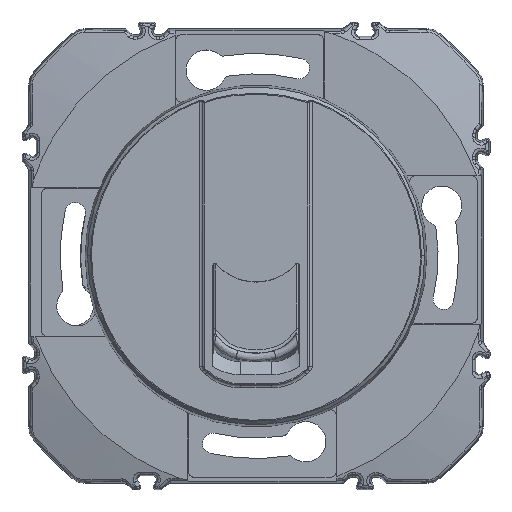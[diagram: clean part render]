
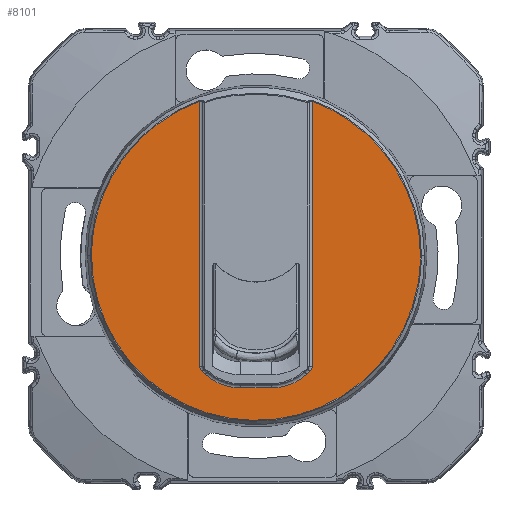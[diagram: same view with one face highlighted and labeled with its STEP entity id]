
A CAD part, top view. The second image highlights one B-rep face of the part: STEP entity #8101.
In plain terms, the highlighted planar face has unit normal (0, 0, 1).
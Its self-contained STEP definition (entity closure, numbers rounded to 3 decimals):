
#7992=AXIS2_PLACEMENT_3D('Plane Axis2P3D',#7989,#7990,#7991) ;
#8035=AXIS2_PLACEMENT_3D('Circle Axis2P3D',#8033,#8034,$) ;
#8049=AXIS2_PLACEMENT_3D('Circle Axis2P3D',#8047,#8048,$) ;
#8063=AXIS2_PLACEMENT_3D('Circle Axis2P3D',#8061,#8062,$) ;
#8077=AXIS2_PLACEMENT_3D('Circle Axis2P3D',#8075,#8076,$) ;
#7596=CARTESIAN_POINT('Vertex',(-8.75,24.113,-78.089)) ;
#7604=CARTESIAN_POINT('Vertex',(-25.652,0.,-78.089)) ;
#7608=CARTESIAN_POINT('Control Point',(-8.75,24.113,-78.089)) ;
#7609=CARTESIAN_POINT('Control Point',(-10.513,23.473,-78.089)) ;
#7610=CARTESIAN_POINT('Control Point',(-12.217,22.673,-78.089)) ;
#7611=CARTESIAN_POINT('Control Point',(-13.843,21.718,-78.089)) ;
#7612=CARTESIAN_POINT('Control Point',(-18.959,18.047,-78.089)) ;
#7613=CARTESIAN_POINT('Control Point',(-22.819,12.928,-78.089)) ;
#7614=CARTESIAN_POINT('Control Point',(-24.705,8.806,-78.089)) ;
#7615=CARTESIAN_POINT('Control Point',(-25.65,4.406,-78.089)) ;
#7616=CARTESIAN_POINT('Control Point',(-25.652,0.006,-78.089)) ;
#7617=CARTESIAN_POINT('Control Point',(-25.652,0.004,-78.089)) ;
#7618=CARTESIAN_POINT('Control Point',(-25.652,0.002,-78.089)) ;
#7619=CARTESIAN_POINT('Control Point',(-25.652,0.,-78.089)) ;
#7861=CARTESIAN_POINT('Vertex',(8.75,24.113,-78.089)) ;
#7962=CARTESIAN_POINT('Vertex',(25.652,0.,-78.089)) ;
#7966=CARTESIAN_POINT('Control Point',(25.652,0.,-78.089)) ;
#7967=CARTESIAN_POINT('Control Point',(25.652,0.011,-78.089)) ;
#7968=CARTESIAN_POINT('Control Point',(25.652,0.021,-78.089)) ;
#7969=CARTESIAN_POINT('Control Point',(25.652,0.032,-78.089)) ;
#7970=CARTESIAN_POINT('Control Point',(25.647,2.697,-78.089)) ;
#7971=CARTESIAN_POINT('Control Point',(25.297,5.362,-78.089)) ;
#7972=CARTESIAN_POINT('Control Point',(24.605,7.954,-78.089)) ;
#7973=CARTESIAN_POINT('Control Point',(22.686,12.614,-78.089)) ;
#7974=CARTESIAN_POINT('Control Point',(19.711,16.667,-78.089)) ;
#7975=CARTESIAN_POINT('Control Point',(18.103,18.401,-78.089)) ;
#7976=CARTESIAN_POINT('Control Point',(15.345,20.764,-78.089)) ;
#7977=CARTESIAN_POINT('Control Point',(12.231,22.601,-78.089)) ;
#7978=CARTESIAN_POINT('Control Point',(11.101,23.177,-78.089)) ;
#7979=CARTESIAN_POINT('Control Point',(9.939,23.682,-78.089)) ;
#7980=CARTESIAN_POINT('Control Point',(8.75,24.113,-78.089)) ;
#7989=CARTESIAN_POINT('Axis2P3D Location',(-42.222,0.,-78.089)) ;
#7995=CARTESIAN_POINT('Control Point',(-25.652,0.,-78.089)) ;
#7996=CARTESIAN_POINT('Control Point',(-25.652,-2.345,-78.089)) ;
#7997=CARTESIAN_POINT('Control Point',(-25.384,-4.689,-78.089)) ;
#7998=CARTESIAN_POINT('Control Point',(-24.848,-6.992,-78.089)) ;
#7999=CARTESIAN_POINT('Control Point',(-23.26,-11.436,-78.089)) ;
#8000=CARTESIAN_POINT('Control Point',(-20.713,-15.404,-78.089)) ;
#8001=CARTESIAN_POINT('Control Point',(-19.217,-17.234,-78.089)) ;
#8002=CARTESIAN_POINT('Control Point',(-15.833,-20.521,-78.089)) ;
#8003=CARTESIAN_POINT('Control Point',(-11.795,-22.961,-78.089)) ;
#8004=CARTESIAN_POINT('Control Point',(-9.645,-23.944,-78.089)) ;
#8005=CARTESIAN_POINT('Control Point',(-5.158,-25.402,-78.089)) ;
#8006=CARTESIAN_POINT('Control Point',(-0.454,-25.809,-78.089)) ;
#8007=CARTESIAN_POINT('Control Point',(1.91,-25.743,-78.089)) ;
#8008=CARTESIAN_POINT('Control Point',(6.583,-25.07,-78.089)) ;
#8009=CARTESIAN_POINT('Control Point',(10.984,-23.36,-78.089)) ;
#8010=CARTESIAN_POINT('Control Point',(13.076,-22.256,-78.089)) ;
#8011=CARTESIAN_POINT('Control Point',(16.97,-19.591,-78.089)) ;
#8012=CARTESIAN_POINT('Control Point',(20.163,-16.118,-78.089)) ;
#8013=CARTESIAN_POINT('Control Point',(21.553,-14.205,-78.089)) ;
#8014=CARTESIAN_POINT('Control Point',(23.64,-10.507,-78.089)) ;
#8015=CARTESIAN_POINT('Control Point',(24.929,-6.47,-78.089)) ;
#8016=CARTESIAN_POINT('Control Point',(25.336,-4.628,-78.089)) ;
#8017=CARTESIAN_POINT('Control Point',(25.594,-2.584,-78.089)) ;
#8018=CARTESIAN_POINT('Control Point',(25.647,-0.533,-78.089)) ;
#8019=CARTESIAN_POINT('Control Point',(25.65,-0.357,-78.089)) ;
#8020=CARTESIAN_POINT('Control Point',(25.652,-0.18,-78.089)) ;
#8021=CARTESIAN_POINT('Control Point',(25.652,-0.003,-78.089)) ;
#8022=CARTESIAN_POINT('Control Point',(25.652,-0.002,-78.089)) ;
#8023=CARTESIAN_POINT('Control Point',(25.652,-0.001,-78.089)) ;
#8024=CARTESIAN_POINT('Control Point',(25.652,0.,-78.089)) ;
#8026=CARTESIAN_POINT('Line Origine',(8.75,3.42,-78.089)) ;
#8030=CARTESIAN_POINT('Vertex',(8.75,-17.273,-78.089)) ;
#8033=CARTESIAN_POINT('Axis2P3D Location',(7.75,-17.273,-78.089)) ;
#8037=CARTESIAN_POINT('Vertex',(8.421,-18.015,-78.089)) ;
#8040=CARTESIAN_POINT('Line Origine',(8.174,-18.238,-78.089)) ;
#8044=CARTESIAN_POINT('Vertex',(7.927,-18.461,-78.089)) ;
#8047=CARTESIAN_POINT('Axis2P3D Location',(2.375,-12.324,-78.089)) ;
#8051=CARTESIAN_POINT('Vertex',(2.375,-20.6,-78.089)) ;
#8054=CARTESIAN_POINT('Line Origine',(0.,-20.6,-78.089)) ;
#8058=CARTESIAN_POINT('Vertex',(-2.375,-20.6,-78.089)) ;
#8061=CARTESIAN_POINT('Axis2P3D Location',(-2.375,-12.324,-78.089)) ;
#8065=CARTESIAN_POINT('Vertex',(-7.927,-18.461,-78.089)) ;
#8068=CARTESIAN_POINT('Line Origine',(-8.174,-18.238,-78.089)) ;
#8072=CARTESIAN_POINT('Vertex',(-8.421,-18.015,-78.089)) ;
#8075=CARTESIAN_POINT('Axis2P3D Location',(-7.75,-17.273,-78.089)) ;
#8079=CARTESIAN_POINT('Vertex',(-8.75,-17.273,-78.089)) ;
#8082=CARTESIAN_POINT('Line Origine',(-8.75,3.42,-78.089)) ;
#7990=DIRECTION('Axis2P3D Direction',(0.,0.,-1.)) ;
#7991=DIRECTION('Axis2P3D XDirection',(1.,0.,0.)) ;
#8027=DIRECTION('Vector Direction',(0.,-1.,0.)) ;
#8034=DIRECTION('Axis2P3D Direction',(0.,0.,-1.)) ;
#8041=DIRECTION('Vector Direction',(0.742,0.671,0.)) ;
#8048=DIRECTION('Axis2P3D Direction',(0.,0.,-1.)) ;
#8055=DIRECTION('Vector Direction',(1.,0.,0.)) ;
#8062=DIRECTION('Axis2P3D Direction',(0.,0.,-1.)) ;
#8069=DIRECTION('Vector Direction',(-0.742,0.671,0.)) ;
#8076=DIRECTION('Axis2P3D Direction',(0.,0.,-1.)) ;
#8083=DIRECTION('Vector Direction',(0.,1.,0.)) ;
#8028=VECTOR('Line Direction',#8027,1.) ;
#8042=VECTOR('Line Direction',#8041,1.) ;
#8056=VECTOR('Line Direction',#8055,1.) ;
#8070=VECTOR('Line Direction',#8069,1.) ;
#8084=VECTOR('Line Direction',#8083,1.) ;
#8088=ORIENTED_EDGE('',*,*,#7620,.T.) ;
#8089=ORIENTED_EDGE('',*,*,#8025,.T.) ;
#8090=ORIENTED_EDGE('',*,*,#7981,.T.) ;
#8091=ORIENTED_EDGE('',*,*,#8032,.T.) ;
#8092=ORIENTED_EDGE('',*,*,#8039,.T.) ;
#8093=ORIENTED_EDGE('',*,*,#8046,.F.) ;
#8094=ORIENTED_EDGE('',*,*,#8053,.T.) ;
#8095=ORIENTED_EDGE('',*,*,#8060,.F.) ;
#8096=ORIENTED_EDGE('',*,*,#8067,.T.) ;
#8097=ORIENTED_EDGE('',*,*,#8074,.T.) ;
#8098=ORIENTED_EDGE('',*,*,#8081,.T.) ;
#8099=ORIENTED_EDGE('',*,*,#8086,.T.) ;
#8101=ADVANCED_FACE('Surface.65',(#8100),#7993,.F.) ;
#7607=B_SPLINE_CURVE_WITH_KNOTS('',5,(#7608,#7609,#7610,#7611,#7612,#7613,#7614,#7615,#7616,#7617,#7618,#7619),.UNSPECIFIED.,.F.,.U.,(6,3,3,6),(106.717,119.796,150.468,150.483),.UNSPECIFIED.) ;
#7965=B_SPLINE_CURVE_WITH_KNOTS('',5,(#7966,#7967,#7968,#7969,#7970,#7971,#7972,#7973,#7974,#7975,#7976,#7977,#7978,#7979,#7980),.UNSPECIFIED.,.F.,.U.,(6,3,3,3,6),(37.981,38.055,56.569,72.953,81.79),.UNSPECIFIED.) ;
#7994=B_SPLINE_CURVE_WITH_KNOTS('',5,(#7995,#7996,#7997,#7998,#7999,#8000,#8001,#8002,#8003,#8004,#8005,#8006,#8007,#8008,#8009,#8010,#8011,#8012,#8013,#8014,#8015,#8016,#8017,#8018,#8019,#8020,#8021,#8022,#8023,#8024),.UNSPECIFIED.,.F.,.U.,(6,3,3,3,3,3,3,3,3,6),(48.408,64.761,81.136,97.518,113.881,130.233,146.591,159.675,160.902,160.909),.UNSPECIFIED.) ;
#8036=CIRCLE('generated circle',#8035,1.) ;
#8050=CIRCLE('generated circle',#8049,8.276) ;
#8064=CIRCLE('generated circle',#8063,8.276) ;
#8078=CIRCLE('generated circle',#8077,1.) ;
#7620=EDGE_CURVE('',#7597,#7605,#7607,.T.) ;
#7981=EDGE_CURVE('',#7963,#7862,#7965,.T.) ;
#8025=EDGE_CURVE('',#7605,#7963,#7994,.T.) ;
#8032=EDGE_CURVE('',#7862,#8031,#8029,.T.) ;
#8039=EDGE_CURVE('',#8031,#8038,#8036,.T.) ;
#8046=EDGE_CURVE('',#8045,#8038,#8043,.T.) ;
#8053=EDGE_CURVE('',#8045,#8052,#8050,.T.) ;
#8060=EDGE_CURVE('',#8059,#8052,#8057,.T.) ;
#8067=EDGE_CURVE('',#8059,#8066,#8064,.T.) ;
#8074=EDGE_CURVE('',#8066,#8073,#8071,.T.) ;
#8081=EDGE_CURVE('',#8073,#8080,#8078,.T.) ;
#8086=EDGE_CURVE('',#8080,#7597,#8085,.T.) ;
#8087=EDGE_LOOP('',(#8088,#8089,#8090,#8091,#8092,#8093,#8094,#8095,#8096,#8097,#8098,#8099)) ;
#8100=FACE_OUTER_BOUND('',#8087,.T.) ;
#8029=LINE('Line',#8026,#8028) ;
#8043=LINE('Line',#8040,#8042) ;
#8057=LINE('Line',#8054,#8056) ;
#8071=LINE('Line',#8068,#8070) ;
#8085=LINE('Line',#8082,#8084) ;
#7993=PLANE('',#7992) ;
#7597=VERTEX_POINT('',#7596) ;
#7605=VERTEX_POINT('',#7604) ;
#7862=VERTEX_POINT('',#7861) ;
#7963=VERTEX_POINT('',#7962) ;
#8031=VERTEX_POINT('',#8030) ;
#8038=VERTEX_POINT('',#8037) ;
#8045=VERTEX_POINT('',#8044) ;
#8052=VERTEX_POINT('',#8051) ;
#8059=VERTEX_POINT('',#8058) ;
#8066=VERTEX_POINT('',#8065) ;
#8073=VERTEX_POINT('',#8072) ;
#8080=VERTEX_POINT('',#8079) ;
